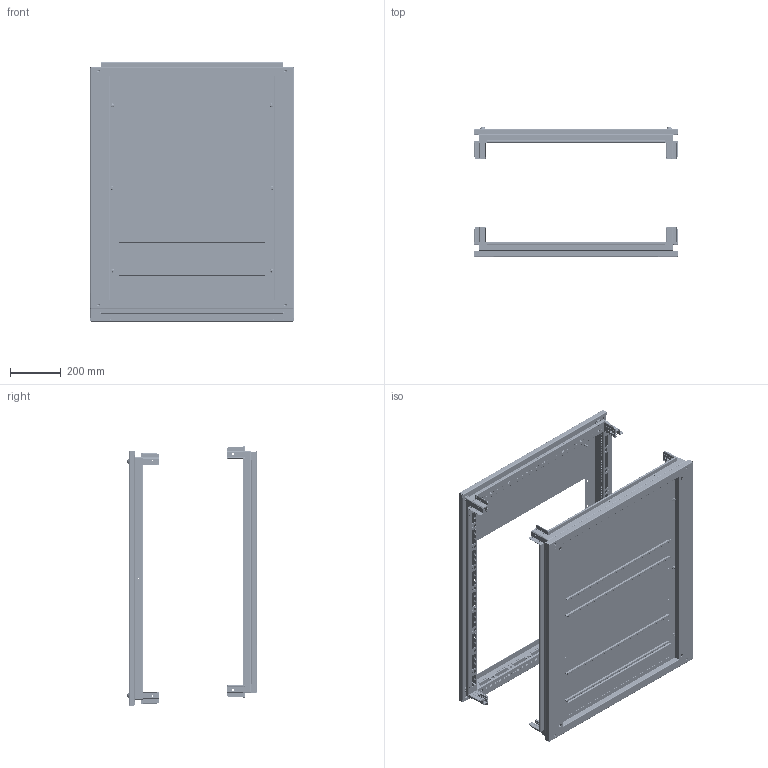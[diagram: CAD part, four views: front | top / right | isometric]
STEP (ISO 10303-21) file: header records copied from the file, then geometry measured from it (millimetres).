
FILE_DESCRIPTION (( 'STEP AP203' ), '1' );
FILE_NAME ('R1KTB810FIT.STEP', '2014-03-31T10:55:47', ( 'Utente0011' ), ( 'Hewlett-Packard Company' ), 'SwSTEP 2.0', 'SolidWorks 2013', '' );
FILE_SCHEMA (( 'CONFIG_CONTROL_DESIGN' ));
Length unit declared in the file: millimetre
Products named in the file (24): A0500003; QB04C026; QB01C032; CTE.810FIT; QB04C027; AC00C469S; R1KTB810FIT; Ac00c561; QB01C041; CBA810; QB01T056; QB04C042; QB03C142_QB03C142; AC00C244; QB04C015; A5100043; A0200018; guarnizione tetti_800x1000; AC00C061_AC00C061; A3300002; QB04T031; QB03T142_QB03T142; QB04C031; AC00C469D
Assembly tree (61 placements, depth 4):
  R1KTB810FIT
    CBA810
      QB04T031
        QB04C042  x2
        QB04C015  x2
        guarnizione tetti_800x1000
      QB01T056
        AC00C469D  x2
        QB01C032  x2
        AC00C469S  x2
        QB01C041  x2
      AC00C244  x2
      A0200018  x6
      A3300002  x6
      QB04C031  x2
      QB04C026  x2
      QB04C027
      Ac00c561  x14
    CTE.810FIT
      QB01T056
        AC00C469D  x2
        QB01C032  x2
        AC00C469S  x2
        QB01C041  x2
      QB03T142_QB03T142
        QB03C142_QB03C142
        A5100043  x2
        AC00C061_AC00C061  x2
      A0500003  x4
Bounding box: 800.5 x 506.6 x 1018 mm (x, y, z)
Volume: 5106466.6 mm3; surface area: 6037492.1 mm2
Topology: 67 solids, 67 shells, 8132 faces, 22991 edges, 14888 vertices
Faces by surface type: plane 5005, cylinder 2607, cone 256, torus 168, sphere 80, bspline 16
Entity records: 81417 total; most frequent: CARTESIAN_POINT 14782, ORIENTED_EDGE 13144, DIRECTION 12881, EDGE_CURVE 6572, VECTOR 4845, LINE 4845, VERTEX_POINT 4261, AXIS2_PLACEMENT_3D 4018
